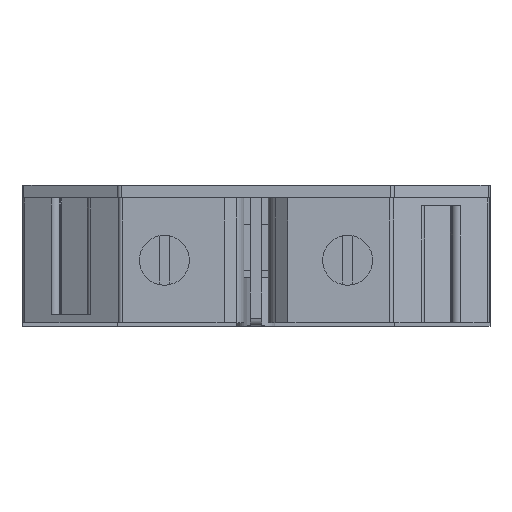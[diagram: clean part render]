
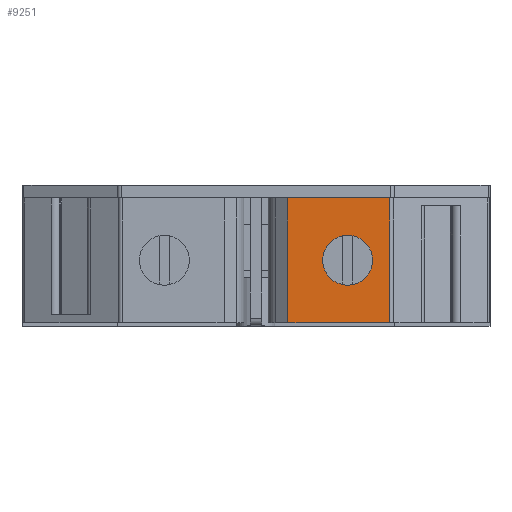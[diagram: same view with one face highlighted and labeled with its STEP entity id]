
A CAD part, top view. The second image highlights one B-rep face of the part: STEP entity #9251.
In plain terms, the highlighted planar face has unit normal (0, 0, 1).
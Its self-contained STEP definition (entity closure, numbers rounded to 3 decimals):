
#183=CIRCLE('',#9727,3.2);
#949=ORIENTED_EDGE('',*,*,#2805,.F.);
#950=ORIENTED_EDGE('',*,*,#2813,.F.);
#951=ORIENTED_EDGE('',*,*,#2814,.T.);
#952=ORIENTED_EDGE('',*,*,#2547,.T.);
#953=ORIENTED_EDGE('',*,*,#2815,.F.);
#2547=EDGE_CURVE('',#3549,#3548,#4189,.T.);
#2805=EDGE_CURVE('',#3743,#3743,#183,.T.);
#2813=EDGE_CURVE('',#3748,#3749,#4377,.T.);
#2814=EDGE_CURVE('',#3748,#3549,#4378,.T.);
#2815=EDGE_CURVE('',#3749,#3548,#4379,.T.);
#3548=VERTEX_POINT('',#12352);
#3549=VERTEX_POINT('',#12354);
#3743=VERTEX_POINT('',#12904);
#3748=VERTEX_POINT('',#12921);
#3749=VERTEX_POINT('',#12922);
#4189=LINE('',#12353,#4882);
#4377=LINE('',#12920,#5070);
#4378=LINE('',#12923,#5071);
#4379=LINE('',#12924,#5072);
#4882=VECTOR('',#10331,1000.);
#5070=VECTOR('',#10799,1000.);
#5071=VECTOR('',#10800,1000.);
#5072=VECTOR('',#10801,1000.);
#5610=EDGE_LOOP('',(#949));
#5611=EDGE_LOOP('',(#950,#951,#952,#953));
#6023=FACE_BOUND('',#5610,.T.);
#6024=FACE_BOUND('',#5611,.T.);
#6401=PLANE('',#9731);
#9251=ADVANCED_FACE('',(#6023,#6024),#6401,.F.);
#9727=AXIS2_PLACEMENT_3D('',#12903,#10782,#10783);
#9731=AXIS2_PLACEMENT_3D('',#12919,#10797,#10798);
#10331=DIRECTION('',(-1.,0.,0.));
#10782=DIRECTION('',(0.,0.,1.));
#10783=DIRECTION('',(1.,0.,0.));
#10797=DIRECTION('',(0.,0.,-1.));
#10798=DIRECTION('',(-1.,0.,0.));
#10799=DIRECTION('',(-1.,0.,0.));
#10800=DIRECTION('',(0.,1.,0.));
#10801=DIRECTION('',(0.,1.,0.));
#12352=CARTESIAN_POINT('',(4.093,-1.6,31.4));
#12353=CARTESIAN_POINT('',(4.093,-1.6,31.4));
#12354=CARTESIAN_POINT('',(17.169,-1.6,31.4));
#12903=CARTESIAN_POINT('',(11.75,-9.6,31.4));
#12904=CARTESIAN_POINT('',(14.95,-9.6,31.4));
#12919=CARTESIAN_POINT('',(4.093,-17.6,31.4));
#12920=CARTESIAN_POINT('',(4.093,-17.6,31.4));
#12921=CARTESIAN_POINT('',(17.169,-17.6,31.4));
#12922=CARTESIAN_POINT('',(4.093,-17.6,31.4));
#12923=CARTESIAN_POINT('',(17.169,-17.6,31.4));
#12924=CARTESIAN_POINT('',(4.093,-17.6,31.4));
